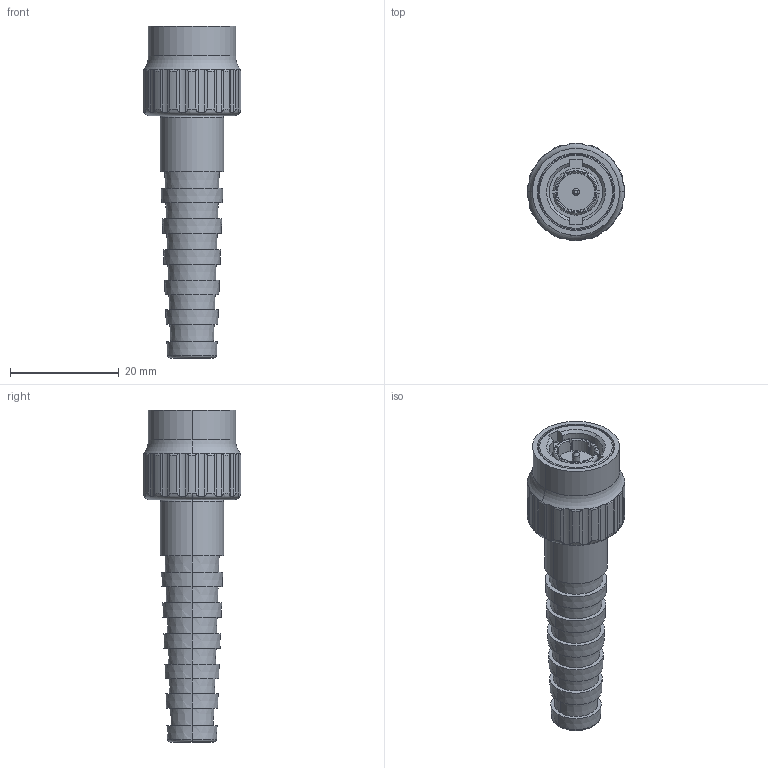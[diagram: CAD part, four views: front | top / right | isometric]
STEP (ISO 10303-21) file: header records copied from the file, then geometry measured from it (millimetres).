
FILE_DESCRIPTION (( 'STEP AP214' ), '1' );
FILE_NAME ('J01002A0079.STEP', '2018-11-21T09:20:27', ( '' ), ( '' ), 'SwSTEP 2.0', 'SolidWorks 2017', '' );
FILE_SCHEMA (( 'AUTOMOTIVE_DESIGN' ));
Length unit declared in the file: millimetre
Products named in the file (1): J01002A0079
Bounding box: 18 x 17.99 x 61 mm (x, y, z)
Volume: 5671.8 mm3; surface area: 4438.4 mm2
Topology: 1 solids, 1 shells, 388 faces, 1008 edges, 662 vertices
Faces by surface type: plane 138, cylinder 89, bspline 78, cone 48, torus 35
Entity records: 19453 total; most frequent: CARTESIAN_POINT 6332, ORIENTED_EDGE 2016, DIRECTION 1561, EDGE_CURVE 1008, VERTEX_POINT 662, AXIS2_PLACEMENT_3D 584, EDGE_LOOP 432, VECTOR 393
